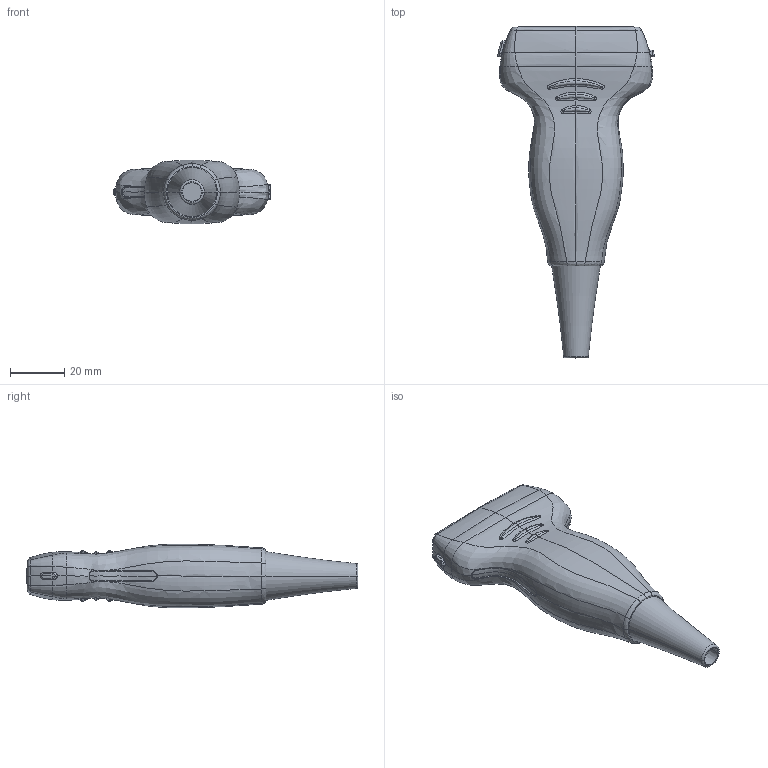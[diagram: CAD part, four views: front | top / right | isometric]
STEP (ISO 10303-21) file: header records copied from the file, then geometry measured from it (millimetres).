
FILE_DESCRIPTION((''),'2;1');
FILE_NAME('8LE_HOUSING_SOLID','2018-02-27T',('jungminkim'),(''),'CREO PARAMETRIC BY PTC INC, 2016380','CREO PARAMETRIC BY PTC INC, 2016380','');
FILE_SCHEMA(('CONFIG_CONTROL_DESIGN'));
Length unit declared in the file: millimetre
Products named in the file (1): 8LE_HOUSING_SOLID
Bounding box: 57.84 x 122.4 x 23.43 mm (x, y, z)
Volume: 60331.3 mm3; surface area: 11894 mm2
Topology: 1 solids, 1 shells, 222 faces, 511 edges, 293 vertices
Faces by surface type: bspline 196, plane 9, cylinder 7, torus 4, sphere 4, cone 2
Entity records: 26888 total; most frequent: CARTESIAN_POINT 21381, ORIENTED_EDGE 1022, PRESENTATION_STYLE_ASSIGNMENT 530, STYLED_ITEM 512, CURVE_STYLE 511, EDGE_CURVE 511, B_SPLINE_CURVE_WITH_KNOTS 352, DIRECTION 322
